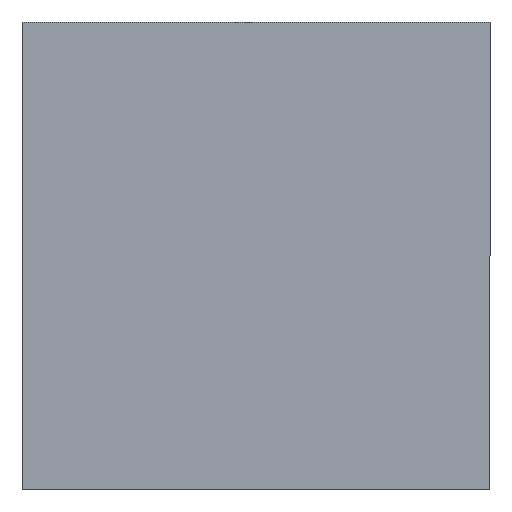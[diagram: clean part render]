
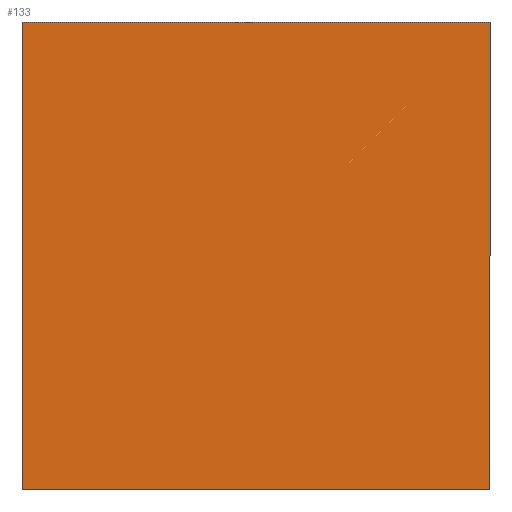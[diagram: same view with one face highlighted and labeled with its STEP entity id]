
A CAD part, front view. The second image highlights one B-rep face of the part: STEP entity #133.
In plain terms, the highlighted face is planar.
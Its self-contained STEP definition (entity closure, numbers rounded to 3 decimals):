
#14 = VERTEX_POINT ( 'NONE', #214 ) ;
#32 = CARTESIAN_POINT ( 'NONE',  ( -297.5, -297.5, 0. ) ) ;
#57 = CARTESIAN_POINT ( 'NONE',  ( -297.5, 297.5, 0. ) ) ;
#72 = ORIENTED_EDGE ( 'NONE', *, *, #115, .F. ) ;
#79 = LINE ( 'NONE', #468, #380 ) ;
#84 = PLANE ( 'NONE',  #91 ) ;
#91 = AXIS2_PLACEMENT_3D ( 'NONE', #204, #386, #272 ) ;
#112 = LINE ( 'NONE', #260, #509 ) ;
#115 = EDGE_CURVE ( 'NONE', #499, #348, #79, .T. ) ;
#133 = ADVANCED_FACE ( 'NONE', ( #505 ), #84, .F. ) ;
#149 = DIRECTION ( 'NONE',  ( -1., 0., 0. ) ) ;
#204 = CARTESIAN_POINT ( 'NONE',  ( 0., 0., 0. ) ) ;
#206 = CARTESIAN_POINT ( 'NONE',  ( 297.5, 297.5, 0. ) ) ;
#211 = EDGE_CURVE ( 'NONE', #236, #14, #497, .T. ) ;
#214 = CARTESIAN_POINT ( 'NONE',  ( -297.5, -297.5, 0. ) ) ;
#220 = EDGE_CURVE ( 'NONE', #348, #236, #112, .T. ) ;
#224 = VECTOR ( 'NONE', #149, 1000. ) ;
#236 = VERTEX_POINT ( 'NONE', #342 ) ;
#242 = ORIENTED_EDGE ( 'NONE', *, *, #220, .F. ) ;
#260 = CARTESIAN_POINT ( 'NONE',  ( 297.5, -297.5, 0. ) ) ;
#271 = EDGE_CURVE ( 'NONE', #14, #499, #447, .T. ) ;
#272 = DIRECTION ( 'NONE',  ( 0., -1., 0. ) ) ;
#312 = DIRECTION ( 'NONE',  ( 1., 0., 0. ) ) ;
#315 = EDGE_LOOP ( 'NONE', ( #242, #72, #396, #431 ) ) ;
#318 = VECTOR ( 'NONE', #416, 1000. ) ;
#338 = DIRECTION ( 'NONE',  ( 0., -1., 0. ) ) ;
#342 = CARTESIAN_POINT ( 'NONE',  ( 297.5, -297.5, 0. ) ) ;
#348 = VERTEX_POINT ( 'NONE', #206 ) ;
#380 = VECTOR ( 'NONE', #312, 1000. ) ;
#383 = CARTESIAN_POINT ( 'NONE',  ( -297.5, -297.5, 0. ) ) ;
#386 = DIRECTION ( 'NONE',  ( 0., 0., -1. ) ) ;
#396 = ORIENTED_EDGE ( 'NONE', *, *, #271, .F. ) ;
#416 = DIRECTION ( 'NONE',  ( 0., 1., 0. ) ) ;
#431 = ORIENTED_EDGE ( 'NONE', *, *, #211, .F. ) ;
#447 = LINE ( 'NONE', #383, #318 ) ;
#468 = CARTESIAN_POINT ( 'NONE',  ( -297.5, 297.5, 0. ) ) ;
#497 = LINE ( 'NONE', #32, #224 ) ;
#499 = VERTEX_POINT ( 'NONE', #57 ) ;
#505 = FACE_OUTER_BOUND ( 'NONE', #315, .T. ) ;
#509 = VECTOR ( 'NONE', #338, 1000. ) ;
